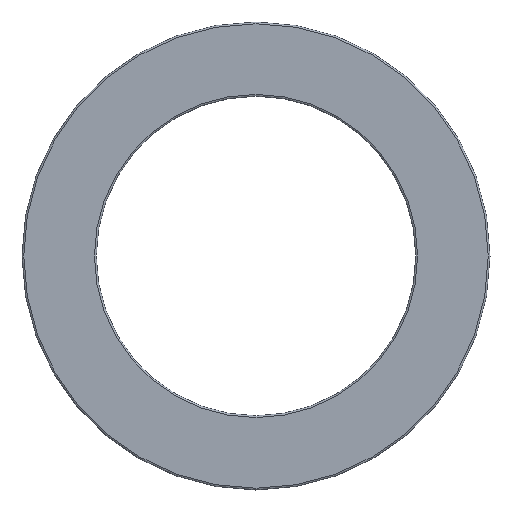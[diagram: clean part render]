
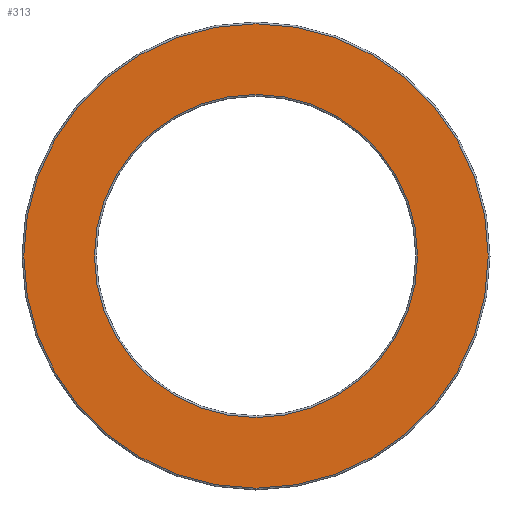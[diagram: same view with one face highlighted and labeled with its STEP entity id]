
A CAD part, left-side view. The second image highlights one B-rep face of the part: STEP entity #313.
In plain terms, the highlighted planar face has unit normal (-1, 0, 0).
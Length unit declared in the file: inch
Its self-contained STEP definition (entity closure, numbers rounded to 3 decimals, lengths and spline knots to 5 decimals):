
#65 = DIRECTION ( 'NONE',  ( -1., 0., 0. ) ) ;
#143 = DIRECTION ( 'NONE',  ( -1., 0., 0. ) ) ;
#167 = VERTEX_POINT ( 'NONE', #292 ) ;
#292 = CARTESIAN_POINT ( 'NONE',  ( -0.5, 0., 2.58938 ) ) ;
#313 = ADVANCED_FACE ( 'NONE', ( #1000, #915 ), #1014, .F. ) ;
#483 = AXIS2_PLACEMENT_3D ( 'NONE', #615, #65, #1405 ) ;
#539 = AXIS2_PLACEMENT_3D ( 'NONE', #830, #143, #1042 ) ;
#572 = VERTEX_POINT ( 'NONE', #864 ) ;
#615 = CARTESIAN_POINT ( 'NONE',  ( -0.5, 0., 0. ) ) ;
#668 = EDGE_CURVE ( 'NONE', #572, #572, #988, .T. ) ;
#693 = CARTESIAN_POINT ( 'NONE',  ( -0.5, 0., 0. ) ) ;
#795 = DIRECTION ( 'NONE',  ( 0., 0., -1. ) ) ;
#830 = CARTESIAN_POINT ( 'NONE',  ( -0.5, 0., 0. ) ) ;
#832 = DIRECTION ( 'NONE',  ( 1., 0., 0. ) ) ;
#846 = EDGE_CURVE ( 'NONE', #167, #167, #930, .T. ) ;
#864 = CARTESIAN_POINT ( 'NONE',  ( -0.5, 0., 1.80125 ) ) ;
#902 = AXIS2_PLACEMENT_3D ( 'NONE', #693, #832, #795 ) ;
#915 = FACE_OUTER_BOUND ( 'NONE', #1066, .T. ) ;
#930 = CIRCLE ( 'NONE', #483, 2.58938 ) ;
#951 = EDGE_LOOP ( 'NONE', ( #1216 ) ) ;
#988 = CIRCLE ( 'NONE', #539, 1.80125 ) ;
#1000 = FACE_BOUND ( 'NONE', #951, .T. ) ;
#1014 = PLANE ( 'NONE',  #902 ) ;
#1042 = DIRECTION ( 'NONE',  ( 0., 0., 1. ) ) ;
#1066 = EDGE_LOOP ( 'NONE', ( #1441 ) ) ;
#1216 = ORIENTED_EDGE ( 'NONE', *, *, #668, .F. ) ;
#1405 = DIRECTION ( 'NONE',  ( 0., 0., 1. ) ) ;
#1441 = ORIENTED_EDGE ( 'NONE', *, *, #846, .T. ) ;
